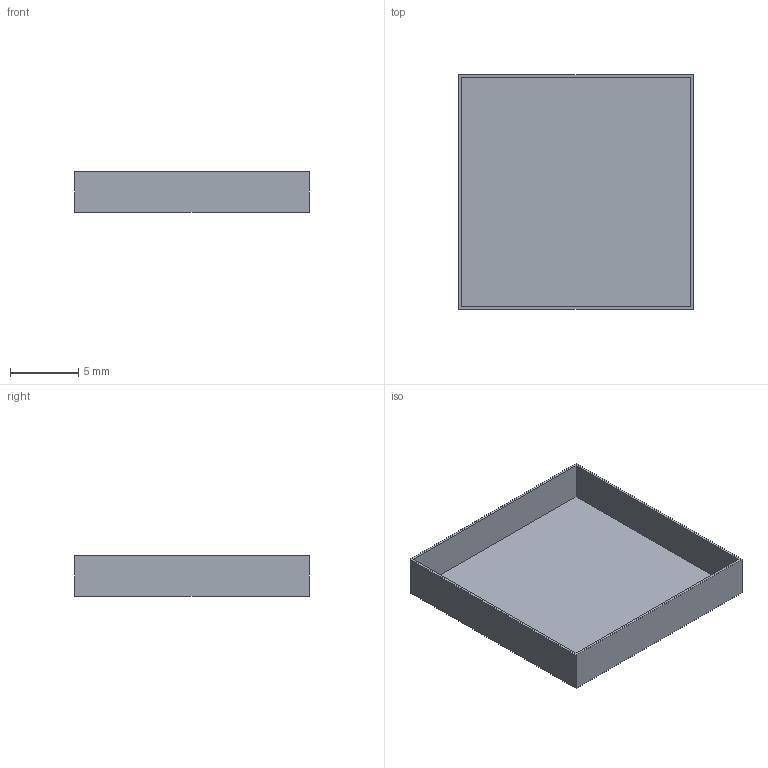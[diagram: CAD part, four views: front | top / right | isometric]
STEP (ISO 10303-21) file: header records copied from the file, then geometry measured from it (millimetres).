
FILE_DESCRIPTION (( 'STEP AP203' ), '1' );
FILE_NAME ('shield 17x17x3_version1.STEP', '2017-06-16T12:57:19', ( 'CapsRF' ), ( '' ), 'SwSTEP 2.0', 'SolidWorks 2008', '' );
FILE_SCHEMA (( 'CONFIG_CONTROL_DESIGN' ));
Length unit declared in the file: millimetre
Products named in the file (1): shield 17x17x3_version1
Bounding box: 17.2 x 17.2 x 3 mm (x, y, z)
Volume: 97.2 mm3; surface area: 986.2 mm2
Topology: 1 solids, 1 shells, 11 faces, 24 edges, 16 vertices
Faces by surface type: plane 11
Entity records: 375 total; most frequent: CARTESIAN_POINT 52, DIRECTION 48, ORIENTED_EDGE 48, VECTOR 24, EDGE_CURVE 24, LINE 24, VERTEX_POINT 16, EDGE_LOOP 12
